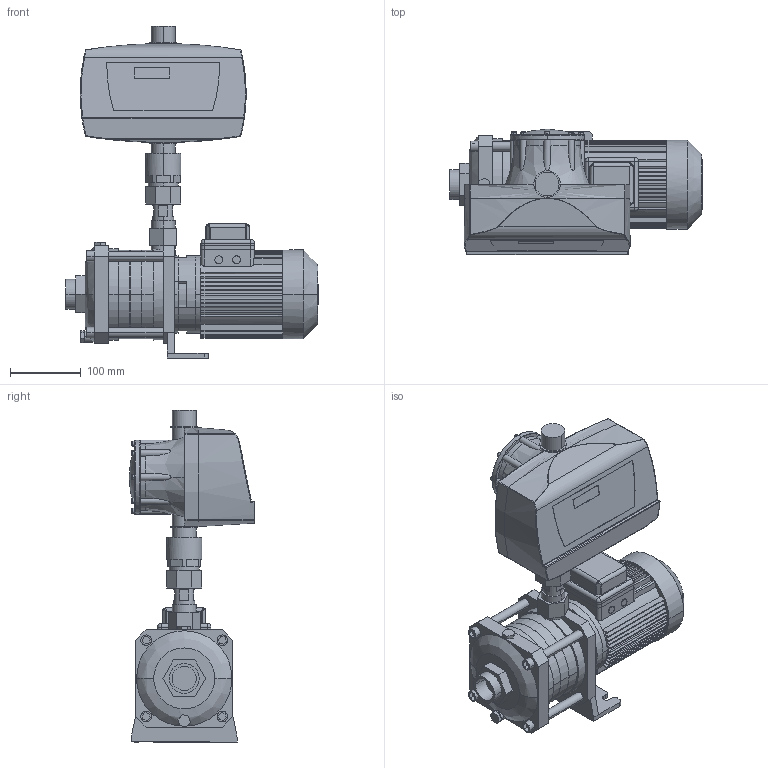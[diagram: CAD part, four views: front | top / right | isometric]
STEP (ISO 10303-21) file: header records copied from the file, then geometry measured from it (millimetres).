
FILE_DESCRIPTION((''),'2;1');
FILE_NAME('3d_EMHIL503EM-4161133.stp','2012-03-28T10:14:31',(''),(''),'Mechanical Desktop 2009','Mechanical Desktop 2009',', , ');
FILE_SCHEMA(('CONFIG_CONTROL_DESIGN'));
Length unit declared in the file: millimetre
Products named in the file (1): Product
Bounding box: 357.4 x 178 x 470 mm (x, y, z)
Volume: 7976399.6 mm3; surface area: 664917.2 mm2
Topology: 15 solids, 15 shells, 782 faces, 2013 edges, 1286 vertices
Faces by surface type: plane 455, cylinder 214, bspline 58, torus 36, sphere 17, cone 2
Full cylindrical faces by diameter (mm): 33.7 x2
Entity records: 27283 total; most frequent: CARTESIAN_POINT 7914, DIRECTION 4101, ORIENTED_EDGE 3986, EDGE_CURVE 1993, AXIS2_PLACEMENT_3D 1454, VERTEX_POINT 1286, VECTOR 1193, LINE 1193
